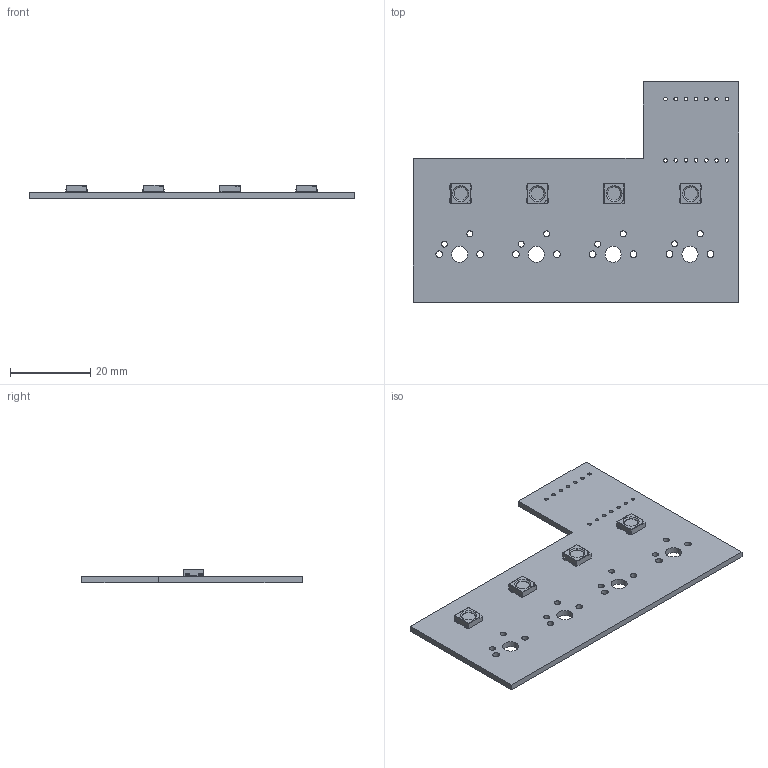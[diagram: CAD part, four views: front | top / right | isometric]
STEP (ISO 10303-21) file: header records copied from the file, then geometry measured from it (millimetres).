
FILE_DESCRIPTION(('KiCad electronic assembly'),'2;1');
FILE_NAME('macropad.step','2026-01-09T18:28:37',('Pcbnew'),('Kicad'), 'Open CASCADE STEP processor 7.9','KiCad to STEP converter','Unknown' );
FILE_SCHEMA(('AUTOMOTIVE_DESIGN { 1 0 10303 214 1 1 1 1 }'));
Length unit declared in the file: millimetre
Products named in the file (3): macropad 1; LED_SK6812_PLCC4_5.0x5.0mm_P3.2mm; macropad_PCB
Assembly tree (5 placements, depth 2):
  macropad 1
    LED_SK6812_PLCC4_5.0x5.0mm_P3.2mm  x4
    macropad_PCB
Bounding box: 80.96 x 54.77 x 3.29 mm (x, y, z)
Volume: 5059.5 mm3; surface area: 7538.1 mm2
Topology: 5 solids, 5 shells, 315 faces, 927 edges, 610 vertices
Faces by surface type: plane 189, cylinder 122, cone 4
Full cylindrical faces by diameter (mm): 0.889 x14, 1.5 x8, 1.7 x8, 3.333 x4, 4 x4
Entity records: 4407 total; most frequent: DIRECTION 666, CARTESIAN_POINT 655, ORIENTED_EDGE 648, EDGE_CURVE 324, AXIS2_PLACEMENT_3D 225, LINE 216, VECTOR 216, VERTEX_POINT 214
